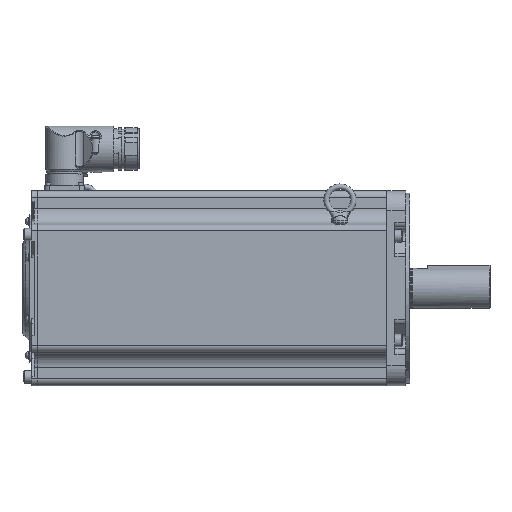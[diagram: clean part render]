
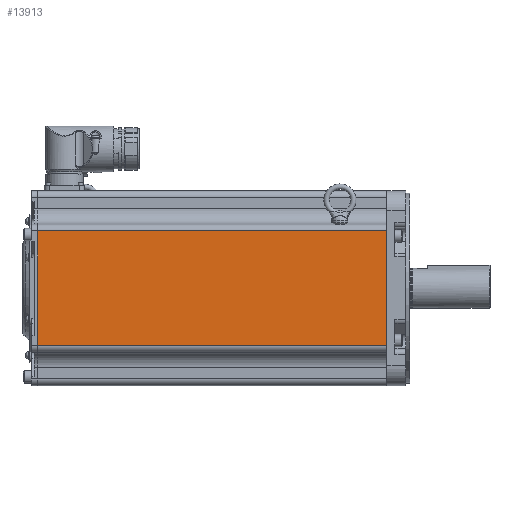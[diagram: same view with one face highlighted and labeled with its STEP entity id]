
A CAD part, top view. The second image highlights one B-rep face of the part: STEP entity #13913.
In plain terms, the highlighted face is planar.
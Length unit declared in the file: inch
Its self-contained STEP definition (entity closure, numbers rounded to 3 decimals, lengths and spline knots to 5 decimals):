
#652=PLANE('',#15226);
#1610=FACE_OUTER_BOUND('',#2483,.T.);
#2483=EDGE_LOOP('',(#11567,#11568,#11569,#11570));
#3675=LINE('',#24326,#4866);
#3676=LINE('',#24328,#4867);
#3677=LINE('',#24330,#4868);
#3678=LINE('',#24331,#4869);
#4866=VECTOR('',#18123,39.37008);
#4867=VECTOR('',#18124,39.37008);
#4868=VECTOR('',#18125,39.37008);
#4869=VECTOR('',#18126,39.37008);
#6773=VERTEX_POINT('',#24324);
#6774=VERTEX_POINT('',#24325);
#6775=VERTEX_POINT('',#24327);
#6776=VERTEX_POINT('',#24329);
#8481=EDGE_CURVE('',#6773,#6774,#3675,.T.);
#8482=EDGE_CURVE('',#6774,#6775,#3676,.T.);
#8483=EDGE_CURVE('',#6776,#6775,#3677,.T.);
#8484=EDGE_CURVE('',#6776,#6773,#3678,.T.);
#11567=ORIENTED_EDGE('',*,*,#8481,.T.);
#11568=ORIENTED_EDGE('',*,*,#8482,.T.);
#11569=ORIENTED_EDGE('',*,*,#8483,.F.);
#11570=ORIENTED_EDGE('',*,*,#8484,.T.);
#13913=ADVANCED_FACE('',(#1610),#652,.F.);
#15226=AXIS2_PLACEMENT_3D('',#24323,#18121,#18122);
#18121=DIRECTION('center_axis',(0.,0.,1.));
#18122=DIRECTION('ref_axis',(1.,0.,0.));
#18123=DIRECTION('',(0.,-1.,0.));
#18124=DIRECTION('',(-1.,0.,0.));
#18125=DIRECTION('',(0.,-1.,0.));
#18126=DIRECTION('',(1.,0.,0.));
#24323=CARTESIAN_POINT('Origin',(-13.73,2.39,-3.635));
#24324=CARTESIAN_POINT('',(-0.7,2.14,-3.635));
#24325=CARTESIAN_POINT('',(-0.7,-2.14,-3.635));
#24326=CARTESIAN_POINT('',(-0.7,2.39,-3.635));
#24327=CARTESIAN_POINT('',(-13.73,-2.14,-3.635));
#24328=CARTESIAN_POINT('',(-13.73,-2.14,-3.635));
#24329=CARTESIAN_POINT('',(-13.73,2.14,-3.635));
#24330=CARTESIAN_POINT('',(-13.73,2.39,-3.635));
#24331=CARTESIAN_POINT('',(-13.73,2.14,-3.635));
